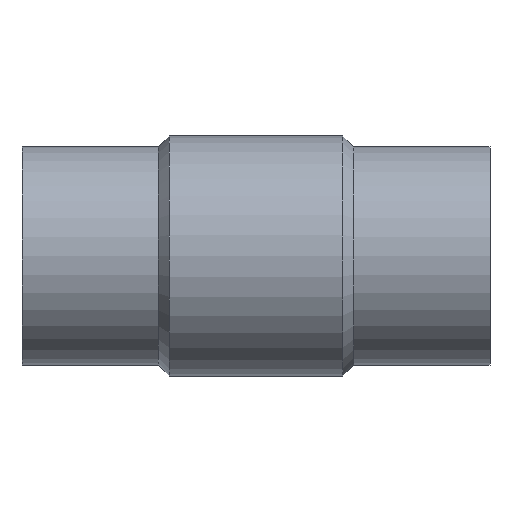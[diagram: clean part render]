
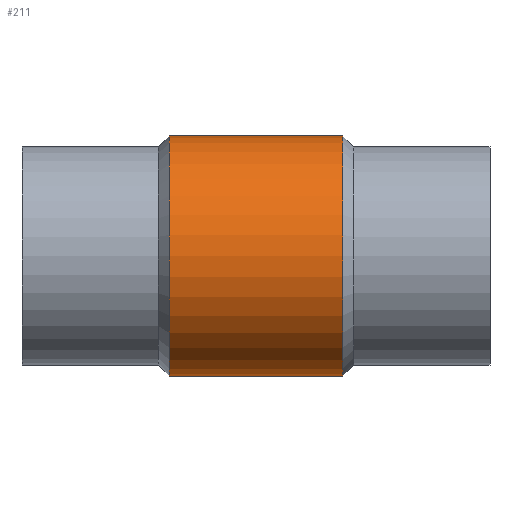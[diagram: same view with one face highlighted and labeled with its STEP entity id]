
A CAD part, top view. The second image highlights one B-rep face of the part: STEP entity #211.
In plain terms, the highlighted cylindrical face has radius 88 mm (diameter 176 mm), a full revolution.
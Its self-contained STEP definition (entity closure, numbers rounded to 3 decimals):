
#25=FACE_OUTER_BOUND('',#38,.T.);
#38=EDGE_LOOP('',(#149,#150,#151,#152,#153,#154,#155,#156,#157));
#56=B_SPLINE_CURVE_WITH_KNOTS('',3,(#416,#417,#418,#419,#420,#421,#422,
#423,#424,#425,#426,#427,#428,#429,#430,#431,#432,#433,#434,#435,#436,#437,
#438,#439,#440,#441,#442,#443,#444,#445,#446,#447,#448,#449),
 .UNSPECIFIED.,.F.,.F.,(4,2,2,2,2,2,2,2,2,2,2,2,2,2,2,2,4),(7.66,
8.615,9.57,10.525,11.481,12.44,
13.4,14.36,15.32,16.279,17.239,
18.199,19.159,20.114,21.069,22.024,
22.979),.UNSPECIFIED.);
#57=B_SPLINE_CURVE_WITH_KNOTS('',3,(#454,#455,#456,#457,#458,#459,#460,
#461,#462,#463,#464,#465,#466,#467,#468,#469,#470,#471),.UNSPECIFIED.,.F.,
 .F.,(4,2,2,2,2,2,2,2,4),(22.979,23.935,24.89,
25.845,26.8,27.76,28.72,29.679,
30.639),.UNSPECIFIED.);
#58=B_SPLINE_CURVE_WITH_KNOTS('',3,(#472,#473,#474,#475,#476,#477,#478,
#479,#480,#481,#482,#483,#484,#485,#486,#487,#488,#489),.UNSPECIFIED.,.F.,
 .F.,(4,2,2,2,2,2,2,2,4),(0.,0.96,1.919,2.879,
3.839,4.794,5.749,6.705,7.66),
 .UNSPECIFIED.);
#60=LINE('',#414,#72);
#61=LINE('',#451,#73);
#72=VECTOR('',#279,88.);
#73=VECTOR('',#280,88.);
#84=CIRCLE('',#246,88.);
#85=CIRCLE('',#247,88.);
#99=VERTEX_POINT('',#411);
#100=VERTEX_POINT('',#413);
#101=VERTEX_POINT('',#415);
#102=VERTEX_POINT('',#450);
#103=VERTEX_POINT('',#453);
#118=EDGE_CURVE('',#99,#99,#84,.T.);
#119=EDGE_CURVE('',#99,#100,#60,.T.);
#120=EDGE_CURVE('',#100,#101,#56,.T.);
#121=EDGE_CURVE('',#101,#102,#61,.T.);
#122=EDGE_CURVE('',#102,#102,#85,.T.);
#123=EDGE_CURVE('',#101,#103,#57,.T.);
#124=EDGE_CURVE('',#103,#100,#58,.T.);
#149=ORIENTED_EDGE('',*,*,#118,.F.);
#150=ORIENTED_EDGE('',*,*,#119,.T.);
#151=ORIENTED_EDGE('',*,*,#120,.T.);
#152=ORIENTED_EDGE('',*,*,#121,.T.);
#153=ORIENTED_EDGE('',*,*,#122,.T.);
#154=ORIENTED_EDGE('',*,*,#121,.F.);
#155=ORIENTED_EDGE('',*,*,#123,.T.);
#156=ORIENTED_EDGE('',*,*,#124,.T.);
#157=ORIENTED_EDGE('',*,*,#119,.F.);
#204=CYLINDRICAL_SURFACE('',#245,88.);
#211=ADVANCED_FACE('',(#25),#204,.T.);
#245=AXIS2_PLACEMENT_3D('',#410,#275,#276);
#246=AXIS2_PLACEMENT_3D('',#412,#277,#278);
#247=AXIS2_PLACEMENT_3D('',#452,#281,#282);
#275=DIRECTION('center_axis',(-1.,0.,0.));
#276=DIRECTION('ref_axis',(0.,0.,1.));
#277=DIRECTION('center_axis',(-1.,0.,0.));
#278=DIRECTION('ref_axis',(0.,0.,1.));
#279=DIRECTION('',(1.,0.,0.));
#280=DIRECTION('',(1.,0.,0.));
#281=DIRECTION('center_axis',(-1.,0.,0.));
#282=DIRECTION('ref_axis',(0.,0.,1.));
#410=CARTESIAN_POINT('Origin',(0.,0.,0.));
#411=CARTESIAN_POINT('',(-63.5,0.,-88.));
#412=CARTESIAN_POINT('Origin',(-63.5,0.,0.));
#413=CARTESIAN_POINT('',(-49.5,0.,-88.));
#414=CARTESIAN_POINT('',(0.,0.,-88.));
#415=CARTESIAN_POINT('',(49.5,0.,-88.));
#416=CARTESIAN_POINT('Ctrl Pts',(-49.5,0.,-88.));
#417=CARTESIAN_POINT('Ctrl Pts',(-49.5,-3.184,-88.));
#418=CARTESIAN_POINT('Ctrl Pts',(-49.188,-6.454,-87.823));
#419=CARTESIAN_POINT('Ctrl Pts',(-47.899,-12.915,-87.108));
#420=CARTESIAN_POINT('Ctrl Pts',(-46.923,-16.106,-86.57));
#421=CARTESIAN_POINT('Ctrl Pts',(-44.373,-22.185,-85.214));
#422=CARTESIAN_POINT('Ctrl Pts',(-42.797,-25.081,-84.397));
#423=CARTESIAN_POINT('Ctrl Pts',(-39.188,-30.413,-82.625));
#424=CARTESIAN_POINT('Ctrl Pts',(-37.154,-32.849,-81.673));
#425=CARTESIAN_POINT('Ctrl Pts',(-32.839,-37.165,-79.802));
#426=CARTESIAN_POINT('Ctrl Pts',(-30.397,-39.2,-78.813));
#427=CARTESIAN_POINT('Ctrl Pts',(-25.067,-42.805,-76.915));
#428=CARTESIAN_POINT('Ctrl Pts',(-22.179,-44.375,-76.007));
#429=CARTESIAN_POINT('Ctrl Pts',(-16.114,-46.919,-74.463));
#430=CARTESIAN_POINT('Ctrl Pts',(-12.931,-47.894,-73.829));
#431=CARTESIAN_POINT('Ctrl Pts',(-6.474,-49.185,-72.975));
#432=CARTESIAN_POINT('Ctrl Pts',(-3.199,-49.5,-72.758));
#433=CARTESIAN_POINT('Ctrl Pts',(3.199,-49.5,-72.758));
#434=CARTESIAN_POINT('Ctrl Pts',(6.474,-49.185,-72.975));
#435=CARTESIAN_POINT('Ctrl Pts',(12.931,-47.894,-73.829));
#436=CARTESIAN_POINT('Ctrl Pts',(16.114,-46.919,-74.463));
#437=CARTESIAN_POINT('Ctrl Pts',(22.179,-44.375,-76.007));
#438=CARTESIAN_POINT('Ctrl Pts',(25.067,-42.805,-76.915));
#439=CARTESIAN_POINT('Ctrl Pts',(30.397,-39.2,-78.813));
#440=CARTESIAN_POINT('Ctrl Pts',(32.839,-37.165,-79.802));
#441=CARTESIAN_POINT('Ctrl Pts',(37.154,-32.849,-81.673));
#442=CARTESIAN_POINT('Ctrl Pts',(39.188,-30.413,-82.625));
#443=CARTESIAN_POINT('Ctrl Pts',(42.797,-25.081,-84.397));
#444=CARTESIAN_POINT('Ctrl Pts',(44.373,-22.185,-85.214));
#445=CARTESIAN_POINT('Ctrl Pts',(46.923,-16.106,-86.57));
#446=CARTESIAN_POINT('Ctrl Pts',(47.899,-12.915,-87.108));
#447=CARTESIAN_POINT('Ctrl Pts',(49.188,-6.454,-87.823));
#448=CARTESIAN_POINT('Ctrl Pts',(49.5,-3.184,-88.));
#449=CARTESIAN_POINT('Ctrl Pts',(49.5,0.,-88.));
#450=CARTESIAN_POINT('',(63.5,0.,-88.));
#451=CARTESIAN_POINT('',(0.,0.,-88.));
#452=CARTESIAN_POINT('Origin',(63.5,0.,0.));
#453=CARTESIAN_POINT('',(0.,49.5,-72.758));
#454=CARTESIAN_POINT('Ctrl Pts',(49.5,0.,-88.));
#455=CARTESIAN_POINT('Ctrl Pts',(49.5,3.184,-88.));
#456=CARTESIAN_POINT('Ctrl Pts',(49.188,6.454,-87.823));
#457=CARTESIAN_POINT('Ctrl Pts',(47.899,12.915,-87.108));
#458=CARTESIAN_POINT('Ctrl Pts',(46.923,16.106,-86.57));
#459=CARTESIAN_POINT('Ctrl Pts',(44.373,22.185,-85.214));
#460=CARTESIAN_POINT('Ctrl Pts',(42.797,25.081,-84.397));
#461=CARTESIAN_POINT('Ctrl Pts',(39.188,30.413,-82.625));
#462=CARTESIAN_POINT('Ctrl Pts',(37.154,32.849,-81.673));
#463=CARTESIAN_POINT('Ctrl Pts',(32.839,37.165,-79.802));
#464=CARTESIAN_POINT('Ctrl Pts',(30.397,39.2,-78.813));
#465=CARTESIAN_POINT('Ctrl Pts',(25.067,42.805,-76.915));
#466=CARTESIAN_POINT('Ctrl Pts',(22.179,44.375,-76.007));
#467=CARTESIAN_POINT('Ctrl Pts',(16.114,46.919,-74.463));
#468=CARTESIAN_POINT('Ctrl Pts',(12.931,47.894,-73.829));
#469=CARTESIAN_POINT('Ctrl Pts',(6.474,49.185,-72.975));
#470=CARTESIAN_POINT('Ctrl Pts',(3.199,49.5,-72.758));
#471=CARTESIAN_POINT('Ctrl Pts',(0.,49.5,-72.758));
#472=CARTESIAN_POINT('Ctrl Pts',(0.,49.5,-72.758));
#473=CARTESIAN_POINT('Ctrl Pts',(-3.199,49.5,-72.758));
#474=CARTESIAN_POINT('Ctrl Pts',(-6.474,49.185,-72.975));
#475=CARTESIAN_POINT('Ctrl Pts',(-12.931,47.894,-73.829));
#476=CARTESIAN_POINT('Ctrl Pts',(-16.114,46.919,-74.463));
#477=CARTESIAN_POINT('Ctrl Pts',(-22.179,44.375,-76.007));
#478=CARTESIAN_POINT('Ctrl Pts',(-25.067,42.805,-76.915));
#479=CARTESIAN_POINT('Ctrl Pts',(-30.397,39.2,-78.813));
#480=CARTESIAN_POINT('Ctrl Pts',(-32.839,37.165,-79.802));
#481=CARTESIAN_POINT('Ctrl Pts',(-37.154,32.849,-81.673));
#482=CARTESIAN_POINT('Ctrl Pts',(-39.188,30.413,-82.625));
#483=CARTESIAN_POINT('Ctrl Pts',(-42.797,25.081,-84.397));
#484=CARTESIAN_POINT('Ctrl Pts',(-44.373,22.185,-85.214));
#485=CARTESIAN_POINT('Ctrl Pts',(-46.923,16.106,-86.57));
#486=CARTESIAN_POINT('Ctrl Pts',(-47.899,12.915,-87.108));
#487=CARTESIAN_POINT('Ctrl Pts',(-49.188,6.454,-87.823));
#488=CARTESIAN_POINT('Ctrl Pts',(-49.5,3.184,-88.));
#489=CARTESIAN_POINT('Ctrl Pts',(-49.5,0.,-88.));
